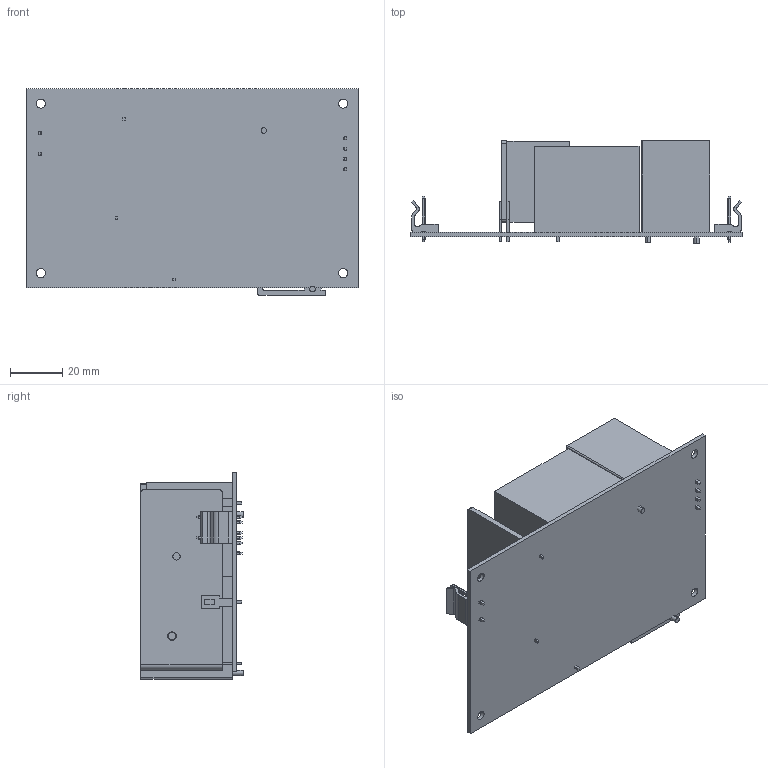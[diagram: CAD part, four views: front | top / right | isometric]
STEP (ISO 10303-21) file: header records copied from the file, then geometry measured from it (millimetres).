
FILE_DESCRIPTION((''),'2;1');
FILE_NAME('MPM-S123_5_6_7_ASM','2017-08-10T',('Abe'),(''),'PRO/ENGINEER BY PARAMETRIC TECHNOLOGY CORPORATION, 2011080','PRO/ENGINEER BY PARAMETRIC TECHNOLOGY CORPORATION, 2011080','');
FILE_SCHEMA(('CONFIG_CONTROL_DESIGN'));
Length unit declared in the file: millimetre
Products named in the file (11): 850-S12X; 710-8673-3N; 800-S12P; HEAT_SINK_PIN; 800-S12P_ASM; 800-S12S_EXTRACT; 800-S12S_PIN; 800-S12S_EXTRACT__ASM; 360-S123-1_-2_5-1_-2_6-1_7-1_-2; 710-8673-04; MPM-S123_5_6_7_ASM
Assembly tree (13 placements, depth 3):
  MPM-S123_5_6_7_ASM
    850-S12X
    710-8673-3N
    800-S12P_ASM
      800-S12P
      HEAT_SINK_PIN  x3
    800-S12S_EXTRACT__ASM
      800-S12S_EXTRACT
      800-S12S_PIN  x2
    360-S123-1_-2_5-1_-2_6-1_7-1_-2
    710-8673-04
Bounding box: 127 x 39.1 x 79 mm (x, y, z)
Volume: 79118.1 mm3; surface area: 46354.6 mm2
Topology: 11 solids, 11 shells, 672 faces, 1860 edges, 1236 vertices
Faces by surface type: plane 569, cylinder 99, cone 4
Entity records: 20568 total; most frequent: CARTESIAN_POINT 4069, ORIENTED_EDGE 3516, DIRECTION 3138, EDGE_CURVE 1758, VECTOR 1512, LINE 1512, VERTEX_POINT 1168, AXIS2_PLACEMENT_3D 813
